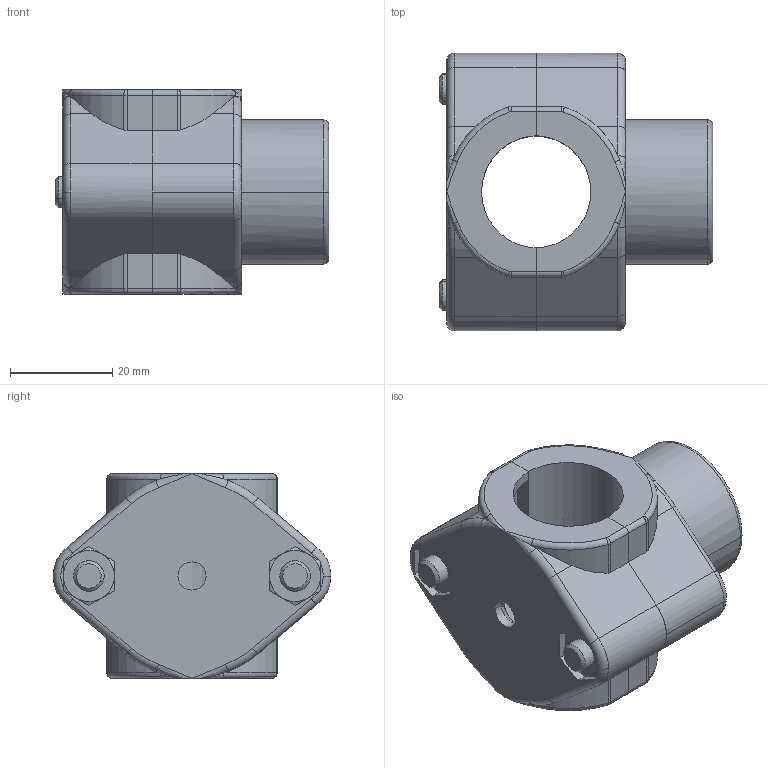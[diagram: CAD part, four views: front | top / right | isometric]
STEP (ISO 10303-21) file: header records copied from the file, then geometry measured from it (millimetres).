
FILE_DESCRIPTION (( 'STEP AP203' ), '1' );
FILE_NAME ('ML214.022.012.STEP', '2024-02-02T13:17:52', ( '' ), ( '' ), 'SwSTEP 2.0', 'SolidWorks 2021', '' );
FILE_SCHEMA (( 'CONFIG_CONTROL_DESIGN' ));
Length unit declared in the file: millimetre
Products named in the file (5): VITI TCEI UNI 5931_M6x30 UNI 5931; ML214.022.012; DADI ESAGONALI NORMALI UNI 5588_M6 UNI 5588; ML214.022
Assembly tree (6 placements, depth 2):
  ML214.022.012
    ML214.022
    ML214.022.012
    VITI TCEI UNI 5931_M6x30 UNI 5931  x2
    DADI ESAGONALI NORMALI UNI 5588_M6 UNI 5588  x2
Bounding box: 53.6 x 54.4 x 40 mm (x, y, z)
Volume: 39975.7 mm3; surface area: 21843.6 mm2
Topology: 6 solids, 7 shells, 367 faces, 926 edges, 572 vertices
Faces by surface type: plane 134, cylinder 92, cone 76, bspline 43, torus 22
Entity records: 14285 total; most frequent: CARTESIAN_POINT 6260, ORIENTED_EDGE 1648, DIRECTION 1437, EDGE_CURVE 824, AXIS2_PLACEMENT_3D 533, VERTEX_POINT 520, LINE 371, VECTOR 371
